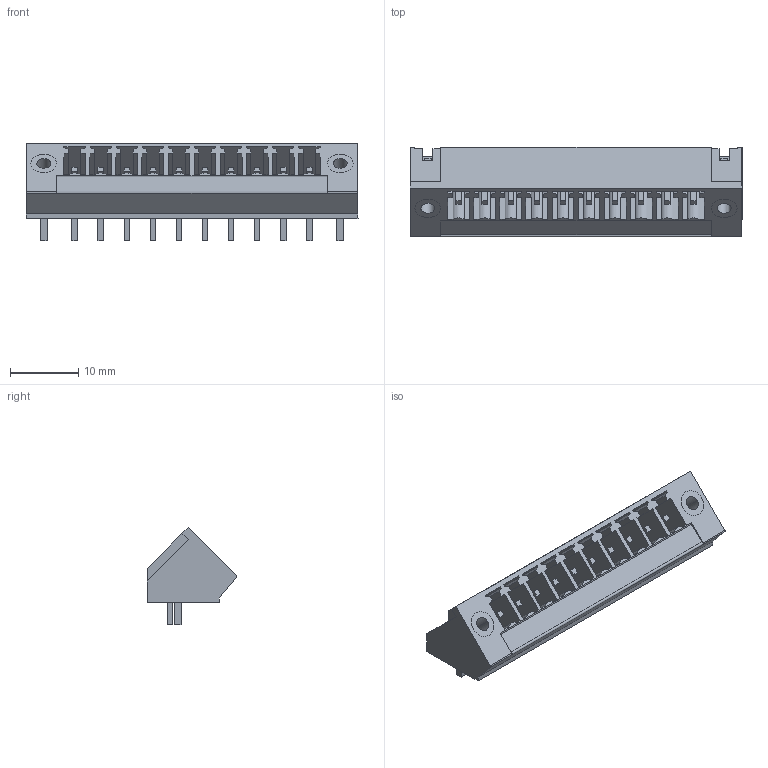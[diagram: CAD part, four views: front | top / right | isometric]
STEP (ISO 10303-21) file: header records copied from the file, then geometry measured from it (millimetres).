
FILE_DESCRIPTION(('CATIA V5 STEP Exchange','CAx-IF Rec.Pracs.--- Model Styling and Organization---1.2---2011-12-15'),'2;1');
FILE_NAME ('D1461004_0', '2018-04-23T10:15:16+00:00', ('none'), ('Weidmueller'), 'CATIA Version 5-6 Release 2014', 'CATIA V5 STEP AP214', 'none');
FILE_SCHEMA(('AUTOMOTIVE_DESIGN { 1 0 10303 214 1 1 1 1 }'));
Length unit declared in the file: millimetre
Products named in the file (1): 1978160000
Bounding box: 48.49 x 13.1 x 14.2 mm (x, y, z)
Volume: 2323.3 mm3; surface area: 5641.2 mm2
Topology: 15 solids, 15 shells, 529 faces, 1483 edges, 994 vertices
Faces by surface type: plane 473, cylinder 56
Entity records: 16449 total; most frequent: ORIENTED_EDGE 2966, CARTESIAN_POINT 2903, DIRECTION 2231, EDGE_CURVE 1483, VECTOR 1371, LINE 1371, VERTEX_POINT 994, EDGE_LOOP 571
